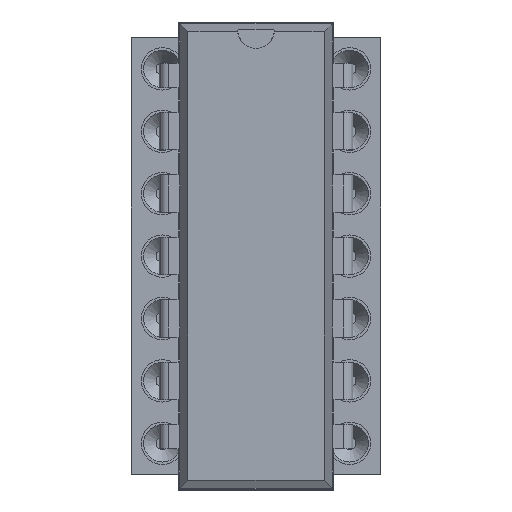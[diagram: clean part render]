
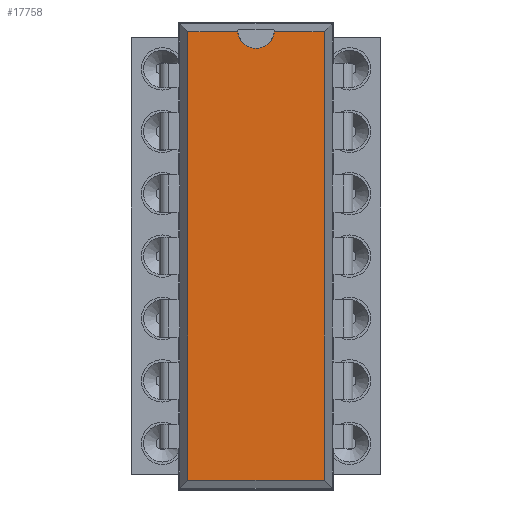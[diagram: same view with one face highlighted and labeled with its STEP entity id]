
A CAD part, top view. The second image highlights one B-rep face of the part: STEP entity #17758.
In plain terms, the highlighted planar face has unit normal (0, 0, 1).
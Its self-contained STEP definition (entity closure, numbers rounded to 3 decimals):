
#3691 = B_SPLINE_SURFACE_WITH_KNOTS('',1,1,(
    (#3692,#3693)
    ,(#3694,#3695
    )),.UNSPECIFIED.,.F.,.F.,.F.,(2,2),(2,2),(0.,18.9),(0.,1.),
  .PIECEWISE_BEZIER_KNOTS.);
#3692 = CARTESIAN_POINT('',(6.91,-17.07,6.157));
#3693 = CARTESIAN_POINT('',(6.586,-16.746,7.68));
#3694 = CARTESIAN_POINT('',(6.91,1.83,6.157));
#3695 = CARTESIAN_POINT('',(6.586,1.506,7.68));
#6961 = B_SPLINE_SURFACE_WITH_KNOTS('',1,1,(
    (#6962,#6963)
    ,(#6964,#6965
    )),.UNSPECIFIED.,.F.,.F.,.F.,(2,2),(2,2),(0.,6.2),(0.,1.),
  .PIECEWISE_BEZIER_KNOTS.);
#6962 = CARTESIAN_POINT('',(6.91,1.83,6.157));
#6963 = CARTESIAN_POINT('',(6.586,1.506,7.68));
#6964 = CARTESIAN_POINT('',(0.71,1.83,6.157));
#6965 = CARTESIAN_POINT('',(1.034,1.506,7.68));
#7042 = B_SPLINE_SURFACE_WITH_KNOTS('',1,1,(
    (#7043,#7044)
    ,(#7045,#7046
    )),.UNSPECIFIED.,.F.,.F.,.F.,(2,2),(2,2),(0.,18.9),(0.,1.),
  .PIECEWISE_BEZIER_KNOTS.);
#7043 = CARTESIAN_POINT('',(0.71,1.83,6.157));
#7044 = CARTESIAN_POINT('',(1.034,1.506,7.68));
#7045 = CARTESIAN_POINT('',(0.71,-17.07,6.157));
#7046 = CARTESIAN_POINT('',(1.034,-16.746,7.68));
#10299 = B_SPLINE_SURFACE_WITH_KNOTS('',1,1,(
    (#10300,#10301)
    ,(#10302,#10303
    )),.UNSPECIFIED.,.F.,.F.,.F.,(2,2),(2,2),(0.,6.2),(0.,1.),
  .PIECEWISE_BEZIER_KNOTS.);
#10300 = CARTESIAN_POINT('',(0.71,-17.07,6.157));
#10301 = CARTESIAN_POINT('',(1.034,-16.746,7.68));
#10302 = CARTESIAN_POINT('',(6.91,-17.07,6.157));
#10303 = CARTESIAN_POINT('',(6.586,-16.746,7.68));
#10471 = VERTEX_POINT('',#10472);
#10472 = CARTESIAN_POINT('',(6.586,1.506,7.68));
#10492 = EDGE_CURVE('',#10493,#10471,#10495,.T.);
#10493 = VERTEX_POINT('',#10494);
#10494 = CARTESIAN_POINT('',(6.586,-16.746,7.68));
#10495 = SURFACE_CURVE('',#10496,(#10500,#10506),.PCURVE_S1.);
#10496 = LINE('',#10497,#10498);
#10497 = CARTESIAN_POINT('',(6.586,-16.746,7.68));
#10498 = VECTOR('',#10499,1.);
#10499 = DIRECTION('',(0.,1.,0.));
#10500 = PCURVE('',#3691,#10501);
#10501 = DEFINITIONAL_REPRESENTATION('',(#10502),#10505);
#10502 = B_SPLINE_CURVE_WITH_KNOTS('',1,(#10503,#10504),.UNSPECIFIED.,
  .F.,.F.,(2,2),(0.,18.253),.PIECEWISE_BEZIER_KNOTS.);
#10503 = CARTESIAN_POINT('',(0.,1.));
#10504 = CARTESIAN_POINT('',(18.9,1.));
#10505 = ( GEOMETRIC_REPRESENTATION_CONTEXT(2) 
PARAMETRIC_REPRESENTATION_CONTEXT() REPRESENTATION_CONTEXT('2D SPACE',''
  ) );
#10506 = PCURVE('',#10507,#10512);
#10507 = PLANE('',#10508);
#10508 = AXIS2_PLACEMENT_3D('',#10509,#10510,#10511);
#10509 = CARTESIAN_POINT('',(6.586,-16.746,7.68));
#10510 = DIRECTION('',(0.,0.,-1.));
#10511 = DIRECTION('',(-0.291,0.957,0.));
#10512 = DEFINITIONAL_REPRESENTATION('',(#10513),#10517);
#10513 = LINE('',#10514,#10515);
#10514 = CARTESIAN_POINT('',(0.,0.));
#10515 = VECTOR('',#10516,1.);
#10516 = DIRECTION('',(0.957,0.291));
#10517 = ( GEOMETRIC_REPRESENTATION_CONTEXT(2) 
PARAMETRIC_REPRESENTATION_CONTEXT() REPRESENTATION_CONTEXT('2D SPACE',''
  ) );
#13640 = VERTEX_POINT('',#13641);
#13641 = CARTESIAN_POINT('',(1.034,1.506,7.68));
#13661 = EDGE_CURVE('',#13662,#13640,#13664,.T.);
#13662 = VERTEX_POINT('',#13663);
#13663 = CARTESIAN_POINT('',(3.064,1.506,7.68));
#13664 = SURFACE_CURVE('',#13665,(#13669,#13675),.PCURVE_S1.);
#13665 = LINE('',#13666,#13667);
#13666 = CARTESIAN_POINT('',(6.586,1.506,7.68));
#13667 = VECTOR('',#13668,1.);
#13668 = DIRECTION('',(-1.,0.,0.));
#13669 = PCURVE('',#6961,#13670);
#13670 = DEFINITIONAL_REPRESENTATION('',(#13671),#13674);
#13671 = B_SPLINE_CURVE_WITH_KNOTS('',1,(#13672,#13673),.UNSPECIFIED.,
  .F.,.F.,(2,2),(3.523,5.553),
  .PIECEWISE_BEZIER_KNOTS.);
#13672 = CARTESIAN_POINT('',(3.933,1.));
#13673 = CARTESIAN_POINT('',(6.2,1.));
#13674 = ( GEOMETRIC_REPRESENTATION_CONTEXT(2) 
PARAMETRIC_REPRESENTATION_CONTEXT() REPRESENTATION_CONTEXT('2D SPACE',''
  ) );
#13675 = PCURVE('',#10507,#13676);
#13676 = DEFINITIONAL_REPRESENTATION('',(#13677),#13681);
#13677 = LINE('',#13678,#13679);
#13678 = CARTESIAN_POINT('',(17.462,5.312));
#13679 = VECTOR('',#13680,1.);
#13680 = DIRECTION('',(0.291,-0.957));
#13681 = ( GEOMETRIC_REPRESENTATION_CONTEXT(2) 
PARAMETRIC_REPRESENTATION_CONTEXT() REPRESENTATION_CONTEXT('2D SPACE',''
  ) );
#13863 = CYLINDRICAL_SURFACE('',#13864,0.75);
#13864 = AXIS2_PLACEMENT_3D('',#13865,#13866,#13867);
#13865 = CARTESIAN_POINT('',(3.81,1.581,7.68));
#13866 = DIRECTION('',(0.,0.,-1.));
#13867 = DIRECTION('',(0.,-1.,0.));
#14165 = VERTEX_POINT('',#14166);
#14166 = CARTESIAN_POINT('',(4.556,1.506,7.68));
#14417 = EDGE_CURVE('',#10471,#14165,#14418,.T.);
#14418 = SURFACE_CURVE('',#14419,(#14423,#14429),.PCURVE_S1.);
#14419 = LINE('',#14420,#14421);
#14420 = CARTESIAN_POINT('',(6.586,1.506,7.68));
#14421 = VECTOR('',#14422,1.);
#14422 = DIRECTION('',(-1.,0.,0.));
#14423 = PCURVE('',#6961,#14424);
#14424 = DEFINITIONAL_REPRESENTATION('',(#14425),#14428);
#14425 = B_SPLINE_CURVE_WITH_KNOTS('',1,(#14426,#14427),.UNSPECIFIED.,
  .F.,.F.,(2,2),(0.,2.03),.PIECEWISE_BEZIER_KNOTS.);
#14426 = CARTESIAN_POINT('',(0.,1.));
#14427 = CARTESIAN_POINT('',(2.267,1.));
#14428 = ( GEOMETRIC_REPRESENTATION_CONTEXT(2) 
PARAMETRIC_REPRESENTATION_CONTEXT() REPRESENTATION_CONTEXT('2D SPACE',''
  ) );
#14429 = PCURVE('',#10507,#14430);
#14430 = DEFINITIONAL_REPRESENTATION('',(#14431),#14435);
#14431 = LINE('',#14432,#14433);
#14432 = CARTESIAN_POINT('',(17.462,5.312));
#14433 = VECTOR('',#14434,1.);
#14434 = DIRECTION('',(0.291,-0.957));
#14435 = ( GEOMETRIC_REPRESENTATION_CONTEXT(2) 
PARAMETRIC_REPRESENTATION_CONTEXT() REPRESENTATION_CONTEXT('2D SPACE',''
  ) );
#14596 = VERTEX_POINT('',#14597);
#14597 = CARTESIAN_POINT('',(1.034,-16.746,7.68));
#14617 = EDGE_CURVE('',#13640,#14596,#14618,.T.);
#14618 = SURFACE_CURVE('',#14619,(#14623,#14629),.PCURVE_S1.);
#14619 = LINE('',#14620,#14621);
#14620 = CARTESIAN_POINT('',(1.034,1.506,7.68));
#14621 = VECTOR('',#14622,1.);
#14622 = DIRECTION('',(0.,-1.,0.));
#14623 = PCURVE('',#7042,#14624);
#14624 = DEFINITIONAL_REPRESENTATION('',(#14625),#14628);
#14625 = B_SPLINE_CURVE_WITH_KNOTS('',1,(#14626,#14627),.UNSPECIFIED.,
  .F.,.F.,(2,2),(0.,18.253),.PIECEWISE_BEZIER_KNOTS.);
#14626 = CARTESIAN_POINT('',(0.,1.));
#14627 = CARTESIAN_POINT('',(18.9,1.));
#14628 = ( GEOMETRIC_REPRESENTATION_CONTEXT(2) 
PARAMETRIC_REPRESENTATION_CONTEXT() REPRESENTATION_CONTEXT('2D SPACE',''
  ) );
#14629 = PCURVE('',#10507,#14630);
#14630 = DEFINITIONAL_REPRESENTATION('',(#14631),#14635);
#14631 = LINE('',#14632,#14633);
#14632 = CARTESIAN_POINT('',(19.078,0.));
#14633 = VECTOR('',#14634,1.);
#14634 = DIRECTION('',(-0.957,-0.291));
#14635 = ( GEOMETRIC_REPRESENTATION_CONTEXT(2) 
PARAMETRIC_REPRESENTATION_CONTEXT() REPRESENTATION_CONTEXT('2D SPACE',''
  ) );
#17738 = EDGE_CURVE('',#14596,#10493,#17739,.T.);
#17739 = SURFACE_CURVE('',#17740,(#17744,#17750),.PCURVE_S1.);
#17740 = LINE('',#17741,#17742);
#17741 = CARTESIAN_POINT('',(1.034,-16.746,7.68));
#17742 = VECTOR('',#17743,1.);
#17743 = DIRECTION('',(1.,0.,0.));
#17744 = PCURVE('',#10299,#17745);
#17745 = DEFINITIONAL_REPRESENTATION('',(#17746),#17749);
#17746 = B_SPLINE_CURVE_WITH_KNOTS('',1,(#17747,#17748),.UNSPECIFIED.,
  .F.,.F.,(2,2),(0.,5.553),.PIECEWISE_BEZIER_KNOTS.);
#17747 = CARTESIAN_POINT('',(0.,1.));
#17748 = CARTESIAN_POINT('',(6.2,1.));
#17749 = ( GEOMETRIC_REPRESENTATION_CONTEXT(2) 
PARAMETRIC_REPRESENTATION_CONTEXT() REPRESENTATION_CONTEXT('2D SPACE',''
  ) );
#17750 = PCURVE('',#10507,#17751);
#17751 = DEFINITIONAL_REPRESENTATION('',(#17752),#17756);
#17752 = LINE('',#17753,#17754);
#17753 = CARTESIAN_POINT('',(1.616,-5.312));
#17754 = VECTOR('',#17755,1.);
#17755 = DIRECTION('',(-0.291,0.957));
#17756 = ( GEOMETRIC_REPRESENTATION_CONTEXT(2) 
PARAMETRIC_REPRESENTATION_CONTEXT() REPRESENTATION_CONTEXT('2D SPACE',''
  ) );
#17758 = ADVANCED_FACE('',(#17759),#10507,.F.);
#17759 = FACE_BOUND('',#17760,.F.);
#17760 = EDGE_LOOP('',(#17761,#17762,#17763,#17764,#17765,#17789,#17811)
  );
#17761 = ORIENTED_EDGE('',*,*,#10492,.F.);
#17762 = ORIENTED_EDGE('',*,*,#17738,.F.);
#17763 = ORIENTED_EDGE('',*,*,#14617,.F.);
#17764 = ORIENTED_EDGE('',*,*,#13661,.F.);
#17765 = ORIENTED_EDGE('',*,*,#17766,.F.);
#17766 = EDGE_CURVE('',#17767,#13662,#17769,.T.);
#17767 = VERTEX_POINT('',#17768);
#17768 = CARTESIAN_POINT('',(3.81,0.831,7.68));
#17769 = SURFACE_CURVE('',#17770,(#17775,#17782),.PCURVE_S1.);
#17770 = CIRCLE('',#17771,0.75);
#17771 = AXIS2_PLACEMENT_3D('',#17772,#17773,#17774);
#17772 = CARTESIAN_POINT('',(3.81,1.581,7.68));
#17773 = DIRECTION('',(0.,-0.,-1.));
#17774 = DIRECTION('',(0.,-1.,0.));
#17775 = PCURVE('',#10507,#17776);
#17776 = DEFINITIONAL_REPRESENTATION('',(#17777),#17781);
#17777 = CIRCLE('',#17778,0.75);
#17778 = AXIS2_PLACEMENT_2D('',#17779,#17780);
#17779 = CARTESIAN_POINT('',(18.342,2.678));
#17780 = DIRECTION('',(-0.957,-0.291));
#17781 = ( GEOMETRIC_REPRESENTATION_CONTEXT(2) 
PARAMETRIC_REPRESENTATION_CONTEXT() REPRESENTATION_CONTEXT('2D SPACE',''
  ) );
#17782 = PCURVE('',#13863,#17783);
#17783 = DEFINITIONAL_REPRESENTATION('',(#17784),#17788);
#17784 = LINE('',#17785,#17786);
#17785 = CARTESIAN_POINT('',(0.,0.));
#17786 = VECTOR('',#17787,1.);
#17787 = DIRECTION('',(1.,0.));
#17788 = ( GEOMETRIC_REPRESENTATION_CONTEXT(2) 
PARAMETRIC_REPRESENTATION_CONTEXT() REPRESENTATION_CONTEXT('2D SPACE',''
  ) );
#17789 = ORIENTED_EDGE('',*,*,#17790,.F.);
#17790 = EDGE_CURVE('',#14165,#17767,#17791,.T.);
#17791 = SURFACE_CURVE('',#17792,(#17797,#17804),.PCURVE_S1.);
#17792 = CIRCLE('',#17793,0.75);
#17793 = AXIS2_PLACEMENT_3D('',#17794,#17795,#17796);
#17794 = CARTESIAN_POINT('',(3.81,1.581,7.68));
#17795 = DIRECTION('',(0.,-0.,-1.));
#17796 = DIRECTION('',(0.,-1.,0.));
#17797 = PCURVE('',#10507,#17798);
#17798 = DEFINITIONAL_REPRESENTATION('',(#17799),#17803);
#17799 = CIRCLE('',#17800,0.75);
#17800 = AXIS2_PLACEMENT_2D('',#17801,#17802);
#17801 = CARTESIAN_POINT('',(18.342,2.678));
#17802 = DIRECTION('',(-0.957,-0.291));
#17803 = ( GEOMETRIC_REPRESENTATION_CONTEXT(2) 
PARAMETRIC_REPRESENTATION_CONTEXT() REPRESENTATION_CONTEXT('2D SPACE',''
  ) );
#17804 = PCURVE('',#13863,#17805);
#17805 = DEFINITIONAL_REPRESENTATION('',(#17806),#17810);
#17806 = LINE('',#17807,#17808);
#17807 = CARTESIAN_POINT('',(-6.283,0.));
#17808 = VECTOR('',#17809,1.);
#17809 = DIRECTION('',(1.,0.));
#17810 = ( GEOMETRIC_REPRESENTATION_CONTEXT(2) 
PARAMETRIC_REPRESENTATION_CONTEXT() REPRESENTATION_CONTEXT('2D SPACE',''
  ) );
#17811 = ORIENTED_EDGE('',*,*,#14417,.F.);
